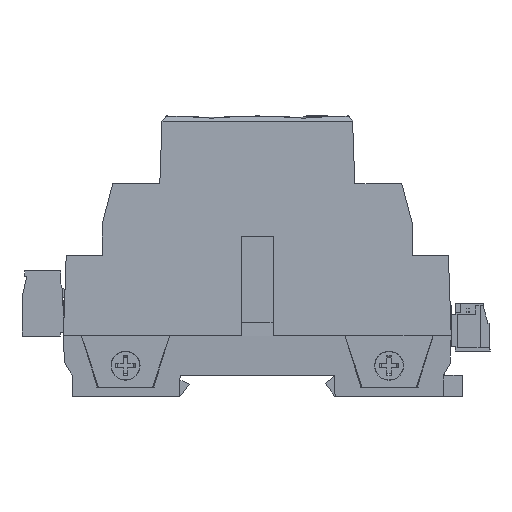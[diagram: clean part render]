
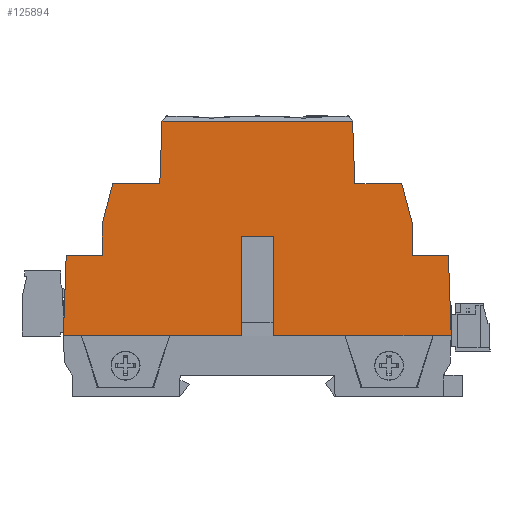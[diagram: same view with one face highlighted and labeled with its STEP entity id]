
A CAD part, left-side view. The second image highlights one B-rep face of the part: STEP entity #125894.
In plain terms, the highlighted planar face has unit normal (-1, 0, 0.018).
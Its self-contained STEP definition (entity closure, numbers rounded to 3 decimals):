
#116063=CARTESIAN_POINT('',(-52.175,-44.3,32.7));
#116064=VERTEX_POINT('',#116063);
#116071=CARTESIAN_POINT('',(-52.5,-44.95,14.1));
#116072=VERTEX_POINT('',#116071);
#116073=CARTESIAN_POINT('',(-52.468,-44.886,15.93));
#116074=DIRECTION('',(-0.017,-0.035,-0.999));
#116075=VECTOR('',#116074,1.0);
#116076=LINE('',#116073,#116075);
#116077=EDGE_CURVE('',#116064,#116072,#116076,.T.);
#116955=CARTESIAN_POINT('',(-52.5,44.95,14.1));
#116956=VERTEX_POINT('',#116955);
#116963=CARTESIAN_POINT('',(-52.175,44.3,32.7));
#116964=VERTEX_POINT('',#116963);
#116965=CARTESIAN_POINT('',(-52.5,44.95,14.1));
#116966=DIRECTION('',(0.017,-0.035,0.999));
#116967=VECTOR('',#116966,1.);
#116968=LINE('',#116965,#116967);
#116969=EDGE_CURVE('',#116956,#116964,#116968,.T.);
#120432=CARTESIAN_POINT('',(-51.886,-33.483,49.3));
#120433=VERTEX_POINT('',#120432);
#120434=CARTESIAN_POINT('',(-52.044,-35.891,40.231));
#120435=VERTEX_POINT('',#120434);
#120436=CARTESIAN_POINT('',(-52.156,-37.591,33.827));
#120437=DIRECTION('',(-0.017,-0.257,-0.966));
#120438=VECTOR('',#120437,1.);
#120439=LINE('',#120436,#120438);
#120440=EDGE_CURVE('',#120433,#120435,#120439,.T.);
#121220=CARTESIAN_POINT('',(-52.044,35.891,40.231));
#121221=VERTEX_POINT('',#121220);
#121230=CARTESIAN_POINT('',(-51.886,33.483,49.3));
#121231=VERTEX_POINT('',#121230);
#121232=CARTESIAN_POINT('',(-52.186,38.046,32.116));
#121233=DIRECTION('',(0.017,-0.257,0.966));
#121234=VECTOR('',#121233,1.);
#121235=LINE('',#121232,#121234);
#121236=EDGE_CURVE('',#121221,#121231,#121235,.T.);
#125723=CARTESIAN_POINT('',(-51.632,-22.093,63.822));
#125724=VERTEX_POINT('',#125723);
#125731=CARTESIAN_POINT('',(-51.886,-22.6,49.3));
#125732=VERTEX_POINT('',#125731);
#125733=CARTESIAN_POINT('',(-51.854,-22.536,51.119));
#125734=DIRECTION('',(-0.017,-0.035,-0.999));
#125735=VECTOR('',#125734,1.0);
#125736=LINE('',#125733,#125735);
#125737=EDGE_CURVE('',#125724,#125732,#125736,.T.);
#125756=CARTESIAN_POINT('',(-52.5,-24.25,14.1));
#125757=DIRECTION('',(-1.,0.,0.017));
#125758=DIRECTION('',(0.,-1.0,0.0));
#125759=AXIS2_PLACEMENT_3D('',#125756,#125757,#125758);
#125760=PLANE('',#125759);
#125761=CARTESIAN_POINT('',(-52.175,-35.891,32.7));
#125762=VERTEX_POINT('',#125761);
#125763=CARTESIAN_POINT('',(-52.175,-24.25,32.7));
#125764=DIRECTION('',(0.0,-1.0,0.0));
#125765=VECTOR('',#125764,1.0);
#125766=LINE('',#125763,#125765);
#125767=EDGE_CURVE('',#125762,#116064,#125766,.T.);
#125768=ORIENTED_EDGE('',*,*,#125767,.F.);
#125769=CARTESIAN_POINT('',(-52.5,-35.891,14.1));
#125770=DIRECTION('',(0.017,0.0,1.));
#125771=VECTOR('',#125770,1.);
#125772=LINE('',#125769,#125771);
#125773=EDGE_CURVE('',#125762,#120435,#125772,.T.);
#125774=ORIENTED_EDGE('',*,*,#125773,.T.);
#125775=ORIENTED_EDGE('',*,*,#120440,.F.);
#125776=CARTESIAN_POINT('',(-51.886,-22.6,49.3));
#125777=VERTEX_POINT('',#125776);
#125778=CARTESIAN_POINT('',(-51.886,-24.25,49.3));
#125779=DIRECTION('',(0.0,-1.0,0.0));
#125780=VECTOR('',#125779,1.0);
#125781=LINE('',#125778,#125780);
#125782=EDGE_CURVE('',#125777,#120433,#125781,.T.);
#125783=ORIENTED_EDGE('',*,*,#125782,.F.);
#125784=CARTESIAN_POINT('',(-51.576,-22.6,67.017));
#125785=DIRECTION('',(-0.017,0.0,-1.));
#125786=VECTOR('',#125785,1.);
#125787=LINE('',#125784,#125786);
#125788=EDGE_CURVE('',#125732,#125777,#125787,.T.);
#125789=ORIENTED_EDGE('',*,*,#125788,.F.);
#125790=ORIENTED_EDGE('',*,*,#125737,.F.);
#125791=CARTESIAN_POINT('',(-51.632,-22.092,63.822));
#125792=VERTEX_POINT('',#125791);
#125793=CARTESIAN_POINT('',(-52.07,-48.058,38.718));
#125794=DIRECTION('',(-0.012,-0.719,-0.695));
#125795=VECTOR('',#125794,1.);
#125796=LINE('',#125793,#125795);
#125797=EDGE_CURVE('',#125724,#125792,#125796,.F.);
#125798=ORIENTED_EDGE('',*,*,#125797,.T.);
#125799=CARTESIAN_POINT('',(-51.632,22.092,63.822));
#125800=VERTEX_POINT('',#125799);
#125801=CARTESIAN_POINT('',(-51.632,-24.25,63.822));
#125802=DIRECTION('',(0.,1.,0.));
#125803=VECTOR('',#125802,1.);
#125804=LINE('',#125801,#125803);
#125805=EDGE_CURVE('',#125792,#125800,#125804,.T.);
#125806=ORIENTED_EDGE('',*,*,#125805,.T.);
#125807=CARTESIAN_POINT('',(-51.632,22.093,63.822));
#125808=VERTEX_POINT('',#125807);
#125809=CARTESIAN_POINT('',(-51.647,22.994,62.95));
#125810=DIRECTION('',(0.012,-0.719,0.695));
#125811=VECTOR('',#125810,1.);
#125812=LINE('',#125809,#125811);
#125813=EDGE_CURVE('',#125800,#125808,#125812,.F.);
#125814=ORIENTED_EDGE('',*,*,#125813,.T.);
#125815=CARTESIAN_POINT('',(-51.886,22.6,49.3));
#125816=VERTEX_POINT('',#125815);
#125817=CARTESIAN_POINT('',(-51.596,22.02,65.904));
#125818=DIRECTION('',(0.017,-0.035,0.999));
#125819=VECTOR('',#125818,1.);
#125820=LINE('',#125817,#125819);
#125821=EDGE_CURVE('',#125816,#125808,#125820,.T.);
#125822=ORIENTED_EDGE('',*,*,#125821,.F.);
#125823=CARTESIAN_POINT('',(-51.886,22.6,49.3));
#125824=VERTEX_POINT('',#125823);
#125825=CARTESIAN_POINT('',(-51.608,22.6,65.184));
#125826=DIRECTION('',(0.017,0.0,1.));
#125827=VECTOR('',#125826,1.);
#125828=LINE('',#125825,#125827);
#125829=EDGE_CURVE('',#125824,#125816,#125828,.T.);
#125830=ORIENTED_EDGE('',*,*,#125829,.F.);
#125831=CARTESIAN_POINT('',(-51.886,-24.25,49.3));
#125832=DIRECTION('',(0.0,-1.0,0.0));
#125833=VECTOR('',#125832,1.0);
#125834=LINE('',#125831,#125833);
#125835=EDGE_CURVE('',#121231,#125824,#125834,.T.);
#125836=ORIENTED_EDGE('',*,*,#125835,.F.);
#125837=ORIENTED_EDGE('',*,*,#121236,.F.);
#125838=CARTESIAN_POINT('',(-52.175,35.891,32.7));
#125839=VERTEX_POINT('',#125838);
#125840=CARTESIAN_POINT('',(-52.5,35.891,14.1));
#125841=DIRECTION('',(0.017,0.0,1.));
#125842=VECTOR('',#125841,1.);
#125843=LINE('',#125840,#125842);
#125844=EDGE_CURVE('',#125839,#121221,#125843,.T.);
#125845=ORIENTED_EDGE('',*,*,#125844,.F.);
#125846=CARTESIAN_POINT('',(-52.175,-24.25,32.7));
#125847=DIRECTION('',(0.0,-1.0,0.0));
#125848=VECTOR('',#125847,1.0);
#125849=LINE('',#125846,#125848);
#125850=EDGE_CURVE('',#116964,#125839,#125849,.T.);
#125851=ORIENTED_EDGE('',*,*,#125850,.F.);
#125852=ORIENTED_EDGE('',*,*,#116969,.F.);
#125853=CARTESIAN_POINT('',(-52.5,3.75,14.1));
#125854=VERTEX_POINT('',#125853);
#125855=CARTESIAN_POINT('',(-52.5,22.052,14.1));
#125856=DIRECTION('',(0.0,1.0,0.0));
#125857=VECTOR('',#125856,1.0);
#125858=LINE('',#125855,#125857);
#125859=EDGE_CURVE('',#125854,#116956,#125858,.T.);
#125860=ORIENTED_EDGE('',*,*,#125859,.F.);
#125861=CARTESIAN_POINT('',(-52.099,3.75,37.1));
#125862=VERTEX_POINT('',#125861);
#125863=CARTESIAN_POINT('',(-52.485,3.75,14.972));
#125864=DIRECTION('',(-0.017,0.0,-1.));
#125865=VECTOR('',#125864,1.);
#125866=LINE('',#125863,#125865);
#125867=EDGE_CURVE('',#125862,#125854,#125866,.T.);
#125868=ORIENTED_EDGE('',*,*,#125867,.F.);
#125869=CARTESIAN_POINT('',(-52.099,-3.75,37.1));
#125870=VERTEX_POINT('',#125869);
#125871=CARTESIAN_POINT('',(-52.099,3.75,37.1));
#125872=DIRECTION('',(0.0,1.0,0.0));
#125873=VECTOR('',#125872,1.0);
#125874=LINE('',#125871,#125873);
#125875=EDGE_CURVE('',#125870,#125862,#125874,.T.);
#125876=ORIENTED_EDGE('',*,*,#125875,.F.);
#125877=CARTESIAN_POINT('',(-52.5,-3.75,14.1));
#125878=VERTEX_POINT('',#125877);
#125879=CARTESIAN_POINT('',(-52.5,-3.75,14.1));
#125880=DIRECTION('',(0.017,0.0,1.));
#125881=VECTOR('',#125880,1.);
#125882=LINE('',#125879,#125881);
#125883=EDGE_CURVE('',#125878,#125870,#125882,.T.);
#125884=ORIENTED_EDGE('',*,*,#125883,.F.);
#125885=CARTESIAN_POINT('',(-52.5,22.052,14.1));
#125886=DIRECTION('',(0.0,1.0,0.0));
#125887=VECTOR('',#125886,1.0);
#125888=LINE('',#125885,#125887);
#125889=EDGE_CURVE('',#116072,#125878,#125888,.T.);
#125890=ORIENTED_EDGE('',*,*,#125889,.F.);
#125891=ORIENTED_EDGE('',*,*,#116077,.F.);
#125892=EDGE_LOOP('',(#125768,#125774,#125775,#125783,#125789,#125790,#125798,#125806,#125814,#125822,#125830,#125836,#125837,#125845,#125851,#125852,#125860,#125868,#125876,#125884,#125890,#125891));
#125893=FACE_OUTER_BOUND('',#125892,.T.);
#125894=ADVANCED_FACE('',(#125893),#125760,.T.);
